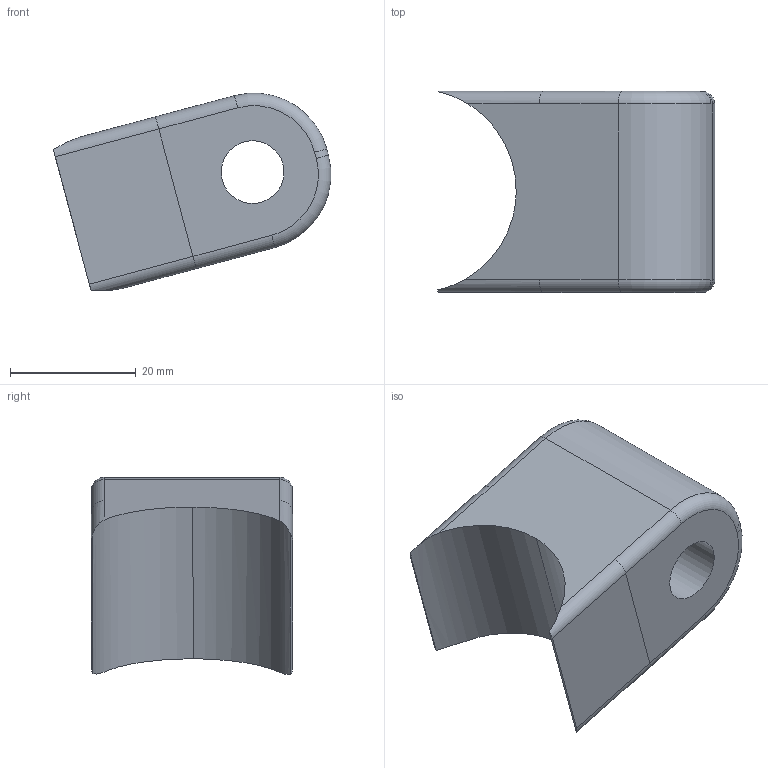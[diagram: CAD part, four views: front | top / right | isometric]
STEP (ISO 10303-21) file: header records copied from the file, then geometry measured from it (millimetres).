
FILE_DESCRIPTION(('FreeCAD Model'),'2;1');
FILE_NAME('Fixation bielette.step', '2020-09-14T11:38:29',('Author'),(''), 'Open CASCADE STEP processor 7.3','FreeCAD','Unknown');
FILE_SCHEMA(('AUTOMOTIVE_DESIGN { 1 0 10303 214 1 1 1 1 }'));
Length unit declared in the file: millimetre
Products named in the file (1): Fixation_bielette
Bounding box: 44.15 x 32 x 31.38 mm (x, y, z)
Volume: 21153.5 mm3; surface area: 6308 mm2
Topology: 1 solids, 1 shells, 28 faces, 66 edges, 40 vertices
Faces by surface type: cylinder 15, plane 9, torus 4
Full cylindrical faces by diameter (mm): 10 x1
Entity records: 1959 total; most frequent: CARTESIAN_POINT 585, DIRECTION 266, ORIENTED_EDGE 132, LINE 132, VECTOR 132, PCURVE 132, DEFINITIONAL_REPRESENTATION 132, EDGE_CURVE 66
